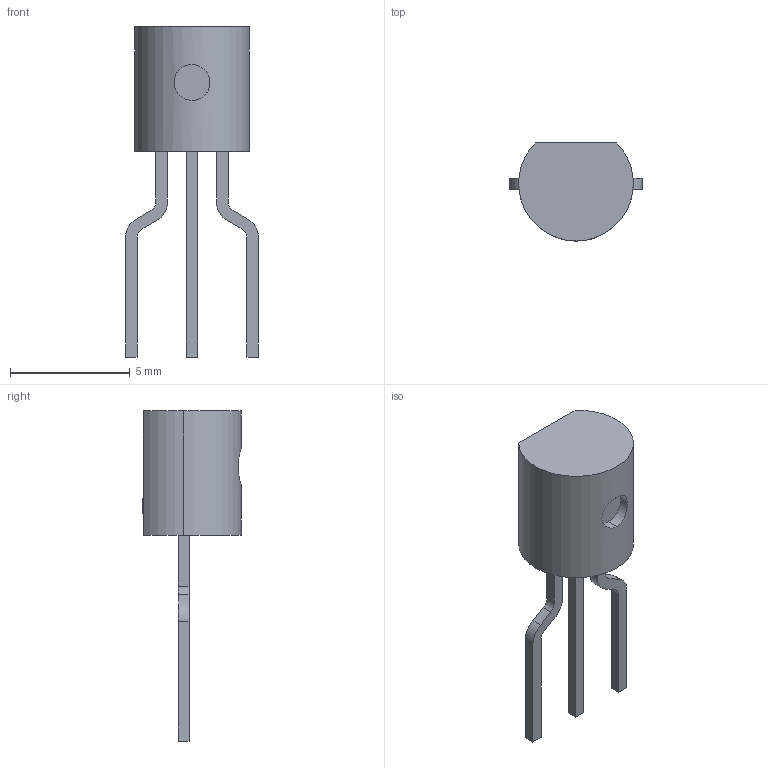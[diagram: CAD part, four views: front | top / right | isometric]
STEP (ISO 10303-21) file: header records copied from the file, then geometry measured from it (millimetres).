
FILE_DESCRIPTION (( 'STEP AP214' ), '1' );
FILE_NAME ('TO-92-3_L4.8-W3.7-H7.7-P2.54-R.step', '2022-08-01T13:16:56', ( '' ), ( '' ), 'SwSTEP 2.0', 'SolidWorks 2020', '' );
FILE_SCHEMA (( 'AUTOMOTIVE_DESIGN' ));
Length unit declared in the file: millimetre
Products named in the file (1): TO-92-3_L4.8-W3.7-H7.7-P2.54-R
Bounding box: 5.56 x 4.1 x 13.81 mm (x, y, z)
Volume: 90.6 mm3; surface area: 161.7 mm2
Topology: 1 solids, 1 shells, 264 faces, 717 edges, 478 vertices
Faces by surface type: plane 153, bspline 98, cylinder 13
Entity records: 11743 total; most frequent: CARTESIAN_POINT 2798, ORIENTED_EDGE 1434, DIRECTION 873, EDGE_CURVE 717, LINE 491, VECTOR 491, VERTEX_POINT 478, EDGE_LOOP 287
